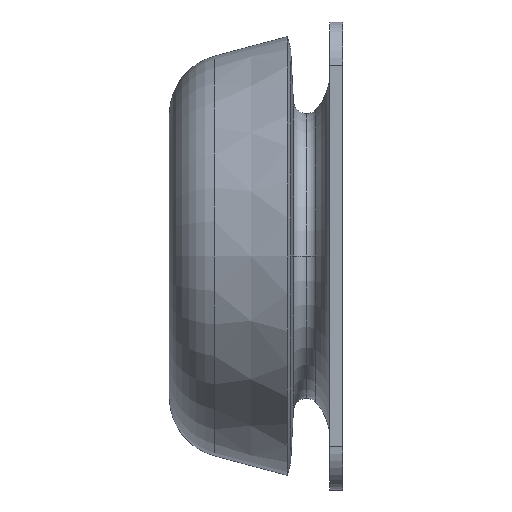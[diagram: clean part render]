
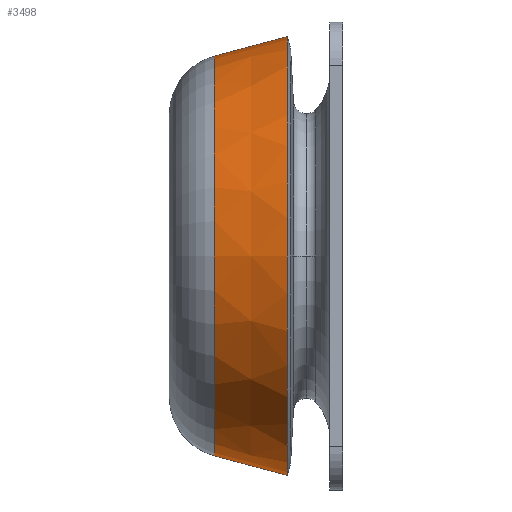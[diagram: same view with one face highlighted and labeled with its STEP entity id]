
A CAD part, left-side view. The second image highlights one B-rep face of the part: STEP entity #3498.
In plain terms, the highlighted conical face has half-angle 15.011 degrees and reference radius 50.65 mm.
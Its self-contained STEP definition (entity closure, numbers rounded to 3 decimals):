
#57 = CIRCLE ( 'NONE', #953, 46.132 ) ;
#668 = EDGE_LOOP ( 'NONE', ( #1973, #8197, #11857, #10664 ) ) ;
#953 = AXIS2_PLACEMENT_3D ( 'NONE', #9406, #6792, #9018 ) ;
#1012 = CARTESIAN_POINT ( 'NONE',  ( 0., 29.626, 46.132 ) ) ;
#1279 = CARTESIAN_POINT ( 'NONE',  ( 0., 12.777, -50.65 ) ) ;
#1345 = FACE_OUTER_BOUND ( 'NONE', #668, .T. ) ;
#1874 = VECTOR ( 'NONE', #2504, 1000. ) ;
#1881 = AXIS2_PLACEMENT_3D ( 'NONE', #11490, #12601, #11624 ) ;
#1973 = ORIENTED_EDGE ( 'NONE', *, *, #12272, .F. ) ;
#2504 = DIRECTION ( 'NONE',  ( 0., -0.966, 0.259 ) ) ;
#3498 = ADVANCED_FACE ( 'NONE', ( #1345 ), #3887, .T. ) ;
#3499 = DIRECTION ( 'NONE',  ( 0., 0., -1. ) ) ;
#3540 = LINE ( 'NONE', #12011, #1874 ) ;
#3566 = EDGE_CURVE ( 'NONE', #4841, #4902, #3636, .T. ) ;
#3636 = LINE ( 'NONE', #1279, #4335 ) ;
#3887 = CONICAL_SURFACE ( 'NONE', #11659, 50.65, 0.262 ) ;
#4335 = VECTOR ( 'NONE', #4469, 1000. ) ;
#4469 = DIRECTION ( 'NONE',  ( 0., -0.966, -0.259 ) ) ;
#4616 = EDGE_CURVE ( 'NONE', #7012, #4841, #57, .T. ) ;
#4841 = VERTEX_POINT ( 'NONE', #9813 ) ;
#4902 = VERTEX_POINT ( 'NONE', #9318 ) ;
#6028 = CARTESIAN_POINT ( 'NONE',  ( 0., 12.777, 50.65 ) ) ;
#6559 = VERTEX_POINT ( 'NONE', #6028 ) ;
#6792 = DIRECTION ( 'NONE',  ( 0., -1., 0. ) ) ;
#6839 = DIRECTION ( 'NONE',  ( 0., -1., 0. ) ) ;
#6963 = CIRCLE ( 'NONE', #1881, 50.65 ) ;
#7012 = VERTEX_POINT ( 'NONE', #1012 ) ;
#7679 = CARTESIAN_POINT ( 'NONE',  ( 0., 12.777, 0. ) ) ;
#8197 = ORIENTED_EDGE ( 'NONE', *, *, #4616, .T. ) ;
#9018 = DIRECTION ( 'NONE',  ( 0., 0., -1. ) ) ;
#9318 = CARTESIAN_POINT ( 'NONE',  ( 0., 12.777, -50.65 ) ) ;
#9406 = CARTESIAN_POINT ( 'NONE',  ( 0., 29.626, 0. ) ) ;
#9813 = CARTESIAN_POINT ( 'NONE',  ( 0., 29.626, -46.132 ) ) ;
#10664 = ORIENTED_EDGE ( 'NONE', *, *, #10890, .F. ) ;
#10890 = EDGE_CURVE ( 'NONE', #6559, #4902, #6963, .T. ) ;
#11490 = CARTESIAN_POINT ( 'NONE',  ( 0., 12.777, 0. ) ) ;
#11624 = DIRECTION ( 'NONE',  ( 0., 0., -1. ) ) ;
#11659 = AXIS2_PLACEMENT_3D ( 'NONE', #7679, #6839, #3499 ) ;
#11857 = ORIENTED_EDGE ( 'NONE', *, *, #3566, .T. ) ;
#12011 = CARTESIAN_POINT ( 'NONE',  ( 0., 12.777, 50.65 ) ) ;
#12272 = EDGE_CURVE ( 'NONE', #7012, #6559, #3540, .T. ) ;
#12601 = DIRECTION ( 'NONE',  ( 0., -1., 0. ) ) ;
